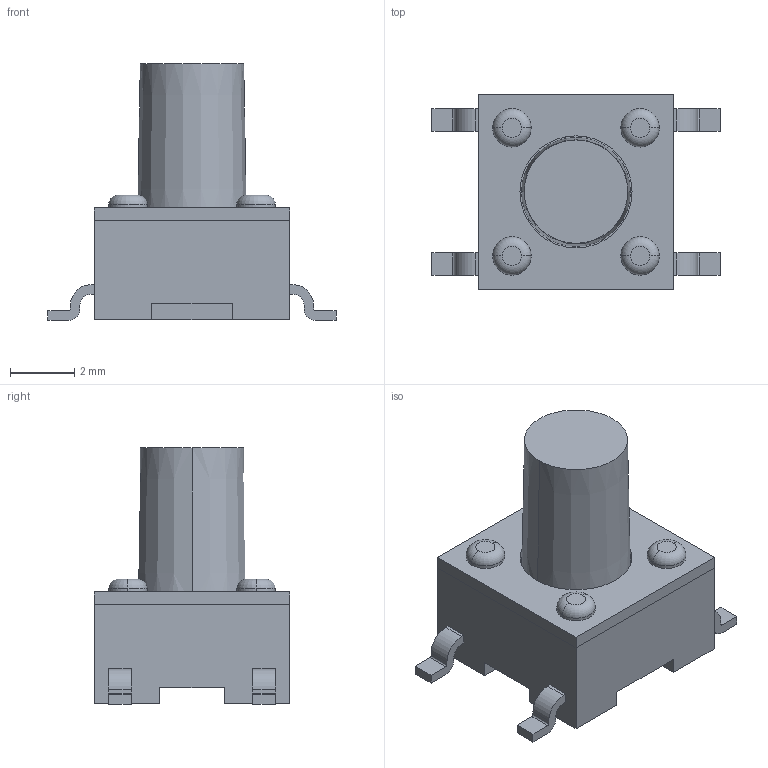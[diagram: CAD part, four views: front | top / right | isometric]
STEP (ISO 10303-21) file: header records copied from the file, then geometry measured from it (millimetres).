
FILE_DESCRIPTION (( 'STEP AP214' ), '1' );
FILE_NAME ('KEY-SMD_4P-L6.1-W6.1-P4.50-LS9.0.step', '2022-07-02T15:09:20', ( '' ), ( '' ), 'SwSTEP 2.0', 'SolidWorks 2020', '' );
FILE_SCHEMA (( 'AUTOMOTIVE_DESIGN' ));
Length unit declared in the file: millimetre
Products named in the file (1): KEY-SMD_4P-L6.1-W6.1-P4.50-LS9.0
Bounding box: 9 x 6.1 x 8.01 mm (x, y, z)
Volume: 162 mm3; surface area: 296.3 mm2
Topology: 2 solids, 2 shells, 384 faces, 1027 edges, 682 vertices
Faces by surface type: plane 236, bspline 112, cylinder 26, torus 8, cone 2
Entity records: 17362 total; most frequent: CARTESIAN_POINT 4198, ORIENTED_EDGE 2054, DIRECTION 1417, EDGE_CURVE 1027, VECTOR 727, LINE 727, VERTEX_POINT 682, EDGE_LOOP 421
